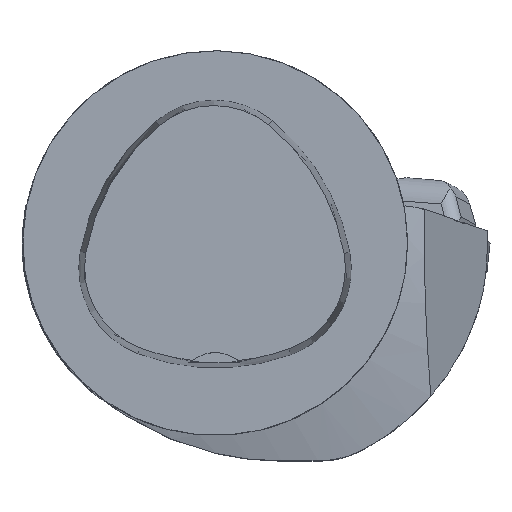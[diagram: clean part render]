
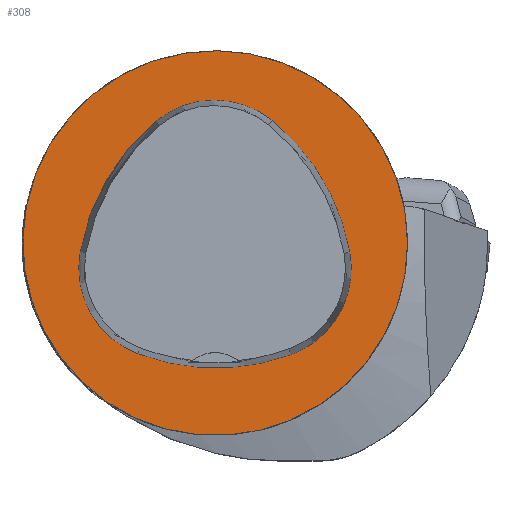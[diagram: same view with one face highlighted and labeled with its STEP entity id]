
A CAD part, top view. The second image highlights one B-rep face of the part: STEP entity #308.
In plain terms, the highlighted planar face has unit normal (0, 0, 1).
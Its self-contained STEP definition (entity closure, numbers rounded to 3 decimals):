
#308=ADVANCED_FACE('',(#445,#446),#390,.T.);
#390=PLANE('',#2104);
#445=FACE_BOUND('',#500,.T.);
#446=FACE_BOUND('',#501,.T.);
#500=EDGE_LOOP('',(#861,#862,#863,#864,#865,#866));
#501=EDGE_LOOP('',(#867));
#583=CIRCLE('',#2072,31.5);
#586=CIRCLE('',#2082,36.);
#588=CIRCLE('',#2085,15.);
#590=CIRCLE('',#2088,36.);
#592=CIRCLE('',#2091,15.);
#595=CIRCLE('',#2095,36.);
#598=CIRCLE('',#2099,15.);
#861=ORIENTED_EDGE('',*,*,#1485,.F.);
#862=ORIENTED_EDGE('',*,*,#1480,.F.);
#863=ORIENTED_EDGE('',*,*,#1475,.F.);
#864=ORIENTED_EDGE('',*,*,#1472,.F.);
#865=ORIENTED_EDGE('',*,*,#1469,.F.);
#866=ORIENTED_EDGE('',*,*,#1465,.F.);
#867=ORIENTED_EDGE('',*,*,#1443,.T.);
#1235=VERTEX_POINT('',#3069);
#1255=VERTEX_POINT('',#3165);
#1256=VERTEX_POINT('',#3166);
#1259=VERTEX_POINT('',#3174);
#1261=VERTEX_POINT('',#3180);
#1263=VERTEX_POINT('',#3186);
#1267=VERTEX_POINT('',#3199);
#1443=EDGE_CURVE('',#1235,#1235,#583,.T.);
#1465=EDGE_CURVE('',#1255,#1256,#586,.T.);
#1469=EDGE_CURVE('',#1256,#1259,#588,.T.);
#1472=EDGE_CURVE('',#1259,#1261,#590,.T.);
#1475=EDGE_CURVE('',#1261,#1263,#592,.T.);
#1480=EDGE_CURVE('',#1263,#1267,#595,.T.);
#1485=EDGE_CURVE('',#1267,#1255,#598,.T.);
#2072=AXIS2_PLACEMENT_3D('',#3068,#2430,#2431);
#2082=AXIS2_PLACEMENT_3D('',#3164,#2454,#2455);
#2085=AXIS2_PLACEMENT_3D('',#3173,#2462,#2463);
#2088=AXIS2_PLACEMENT_3D('',#3179,#2469,#2470);
#2091=AXIS2_PLACEMENT_3D('',#3185,#2476,#2477);
#2095=AXIS2_PLACEMENT_3D('',#3198,#2485,#2486);
#2099=AXIS2_PLACEMENT_3D('',#3211,#2494,#2495);
#2104=AXIS2_PLACEMENT_3D('',#3216,#2504,#2505);
#2430=DIRECTION('',(0.,0.,1.));
#2431=DIRECTION('',(1.,0.,0.));
#2454=DIRECTION('',(0.,0.,1.));
#2455=DIRECTION('',(1.,0.,0.));
#2462=DIRECTION('',(0.,0.,1.));
#2463=DIRECTION('',(1.,0.,0.));
#2469=DIRECTION('',(0.,0.,1.));
#2470=DIRECTION('',(1.,0.,0.));
#2476=DIRECTION('',(0.,0.,1.));
#2477=DIRECTION('',(1.,0.,0.));
#2485=DIRECTION('',(0.,0.,1.));
#2486=DIRECTION('',(1.,0.,0.));
#2494=DIRECTION('',(0.,0.,1.));
#2495=DIRECTION('',(1.,0.,0.));
#2504=DIRECTION('',(0.,0.,1.));
#2505=DIRECTION('',(-1.,0.,0.));
#3068=CARTESIAN_POINT('',(0.,0.,0.));
#3069=CARTESIAN_POINT('',(31.5,0.,0.));
#3164=CARTESIAN_POINT('',(-13.398,-7.893,0.));
#3165=CARTESIAN_POINT('',(22.041,-1.562,0.));
#3166=CARTESIAN_POINT('',(9.317,20.036,0.));
#3173=CARTESIAN_POINT('',(-0.148,8.399,0.));
#3174=CARTESIAN_POINT('',(-9.779,19.898,0.));
#3179=CARTESIAN_POINT('',(13.337,-7.7,0.));
#3180=CARTESIAN_POINT('',(-22.122,-1.48,0.));
#3185=CARTESIAN_POINT('',(-7.347,-4.071,0.));
#3186=CARTESIAN_POINT('',(-12.693,-18.087,0.));
#3198=CARTESIAN_POINT('',(0.137,15.55,0.));
#3199=CARTESIAN_POINT('',(12.373,-18.307,0.));
#3211=CARTESIAN_POINT('',(7.275,-4.2,0.));
#3216=CARTESIAN_POINT('',(0.,0.,0.));
